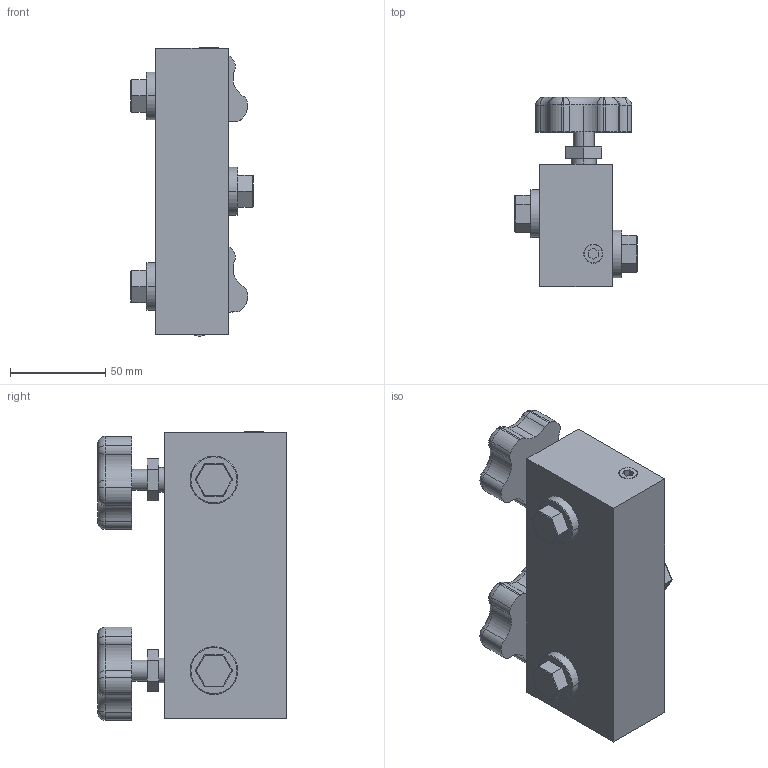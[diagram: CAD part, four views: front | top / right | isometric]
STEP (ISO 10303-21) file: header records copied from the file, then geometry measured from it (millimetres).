
FILE_DESCRIPTION (( 'STEP AP203' ), '1' );
FILE_NAME ('HM2C.STEP', '2013-03-07T09:28:06', ( '' ), ( '' ), 'SwSTEP 2.0', 'SolidWorks 2013', '' );
FILE_SCHEMA (( 'CONFIG_CONTROL_DESIGN' ));
Length unit declared in the file: millimetre
Products named in the file (1): HM2C
Bounding box: 64 x 99 x 151.2 mm (x, y, z)
Volume: 441110 mm3; surface area: 52063.1 mm2
Topology: 1 solids, 1 shells, 222 faces, 526 edges, 324 vertices
Faces by surface type: cylinder 84, plane 76, torus 62
Entity records: 6513 total; most frequent: DIRECTION 1240, CARTESIAN_POINT 1127, ORIENTED_EDGE 1052, EDGE_CURVE 526, AXIS2_PLACEMENT_3D 509, VERTEX_POINT 324, CIRCLE 286, EDGE_LOOP 240
